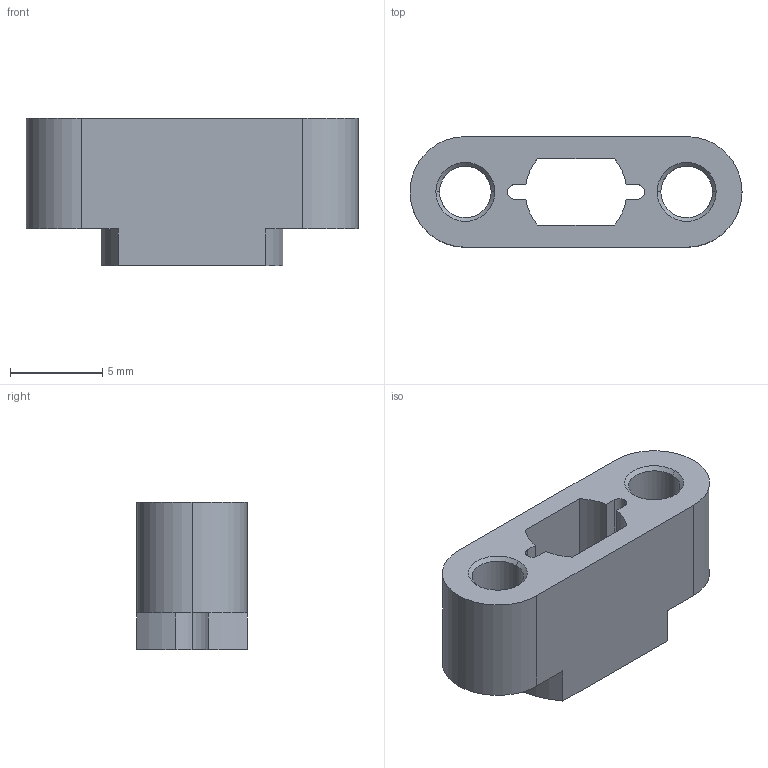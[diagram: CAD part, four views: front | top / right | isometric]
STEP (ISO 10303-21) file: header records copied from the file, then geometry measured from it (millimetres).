
FILE_DESCRIPTION (( 'STEP AP203' ), '1' );
FILE_NAME ('Scotch-Yoke-3mm.STEP', '2022-02-10T14:21:47', ( '' ), ( '' ), 'SwSTEP 2.0', 'SolidWorks 2020', '' );
FILE_SCHEMA (( 'CONFIG_CONTROL_DESIGN' ));
Length unit declared in the file: millimetre
Products named in the file (1): Scotch-Yoke-3mm
Bounding box: 18 x 6 x 8 mm (x, y, z)
Volume: 480.1 mm3; surface area: 711.3 mm2
Topology: 1 solids, 1 shells, 34 faces, 98 edges, 64 vertices
Faces by surface type: cylinder 18, plane 12, cone 4
Entity records: 1223 total; most frequent: DIRECTION 212, CARTESIAN_POINT 197, ORIENTED_EDGE 196, EDGE_CURVE 98, AXIS2_PLACEMENT_3D 79, VERTEX_POINT 64, LINE 54, VECTOR 54
